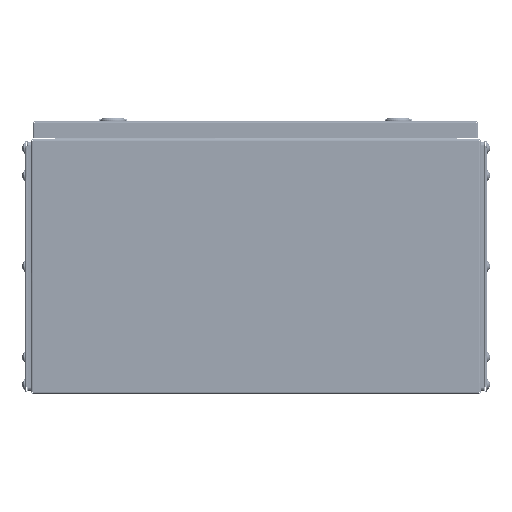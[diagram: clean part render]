
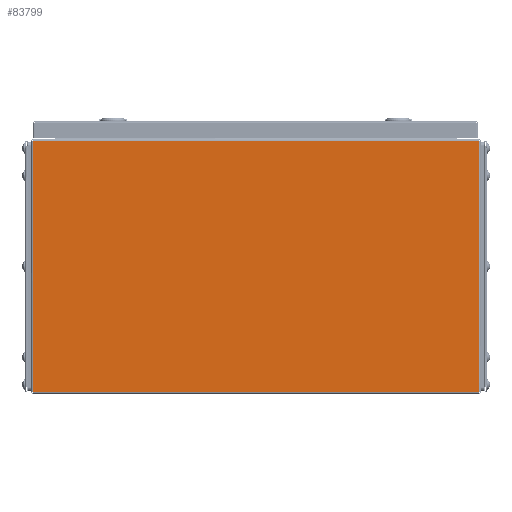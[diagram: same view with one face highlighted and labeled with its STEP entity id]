
A CAD part, left-side view. The second image highlights one B-rep face of the part: STEP entity #83799.
In plain terms, the highlighted planar face has unit normal (-1, 0, 0).
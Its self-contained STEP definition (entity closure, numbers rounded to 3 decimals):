
#69 = CARTESIAN_POINT ( 'NONE',  ( -200., 245.5, 1. ) ) ;
#1469 = LINE ( 'NONE', #47680, #35919 ) ;
#1974 = EDGE_LOOP ( 'NONE', ( #87479, #87667, #40657, #82919 ) ) ;
#7685 = AXIS2_PLACEMENT_3D ( 'NONE', #62312, #8485, #28224 ) ;
#8485 = DIRECTION ( 'NONE',  ( 1., 0., 0. ) ) ;
#10155 = LINE ( 'NONE', #22279, #46121 ) ;
#11779 = CARTESIAN_POINT ( 'NONE',  ( -200., 245.5, 277.5 ) ) ;
#17436 = EDGE_CURVE ( 'NONE', #67307, #67111, #1469, .T. ) ;
#19874 = CARTESIAN_POINT ( 'NONE',  ( -200., -245.5, 277.5 ) ) ;
#22279 = CARTESIAN_POINT ( 'NONE',  ( -200., -245.5, 0. ) ) ;
#22719 = CARTESIAN_POINT ( 'NONE',  ( -200., -245.5, 277.5 ) ) ;
#26167 = DIRECTION ( 'NONE',  ( 0., 1., 0. ) ) ;
#27179 = CARTESIAN_POINT ( 'NONE',  ( -200., 245.5, 0. ) ) ;
#28224 = DIRECTION ( 'NONE',  ( 0., 0., -1. ) ) ;
#35409 = EDGE_CURVE ( 'NONE', #67307, #76684, #10155, .T. ) ;
#35919 = VECTOR ( 'NONE', #61563, 1000. ) ;
#37489 = DIRECTION ( 'NONE',  ( 0., 0., 1. ) ) ;
#40657 = ORIENTED_EDGE ( 'NONE', *, *, #17436, .F. ) ;
#41512 = DIRECTION ( 'NONE',  ( 0., 0., -1. ) ) ;
#46121 = VECTOR ( 'NONE', #37489, 1000. ) ;
#47680 = CARTESIAN_POINT ( 'NONE',  ( -200., 245.5, 1. ) ) ;
#51749 = LINE ( 'NONE', #19874, #77719 ) ;
#51928 = VECTOR ( 'NONE', #41512, 1000. ) ;
#55127 = FACE_OUTER_BOUND ( 'NONE', #1974, .T. ) ;
#55180 = EDGE_CURVE ( 'NONE', #76684, #76179, #51749, .T. ) ;
#61563 = DIRECTION ( 'NONE',  ( 0., 1., 0. ) ) ;
#62312 = CARTESIAN_POINT ( 'NONE',  ( -200., 0., 0. ) ) ;
#63683 = CARTESIAN_POINT ( 'NONE',  ( -200., -245.5, 1. ) ) ;
#67111 = VERTEX_POINT ( 'NONE', #69 ) ;
#67307 = VERTEX_POINT ( 'NONE', #63683 ) ;
#75121 = LINE ( 'NONE', #27179, #51928 ) ;
#76179 = VERTEX_POINT ( 'NONE', #11779 ) ;
#76684 = VERTEX_POINT ( 'NONE', #22719 ) ;
#77719 = VECTOR ( 'NONE', #26167, 1000. ) ;
#81666 = EDGE_CURVE ( 'NONE', #76179, #67111, #75121, .T. ) ;
#82448 = PLANE ( 'NONE',  #7685 ) ;
#82919 = ORIENTED_EDGE ( 'NONE', *, *, #35409, .T. ) ;
#83799 = ADVANCED_FACE ( 'NONE', ( #55127 ), #82448, .F. ) ;
#87479 = ORIENTED_EDGE ( 'NONE', *, *, #55180, .T. ) ;
#87667 = ORIENTED_EDGE ( 'NONE', *, *, #81666, .T. ) ;
